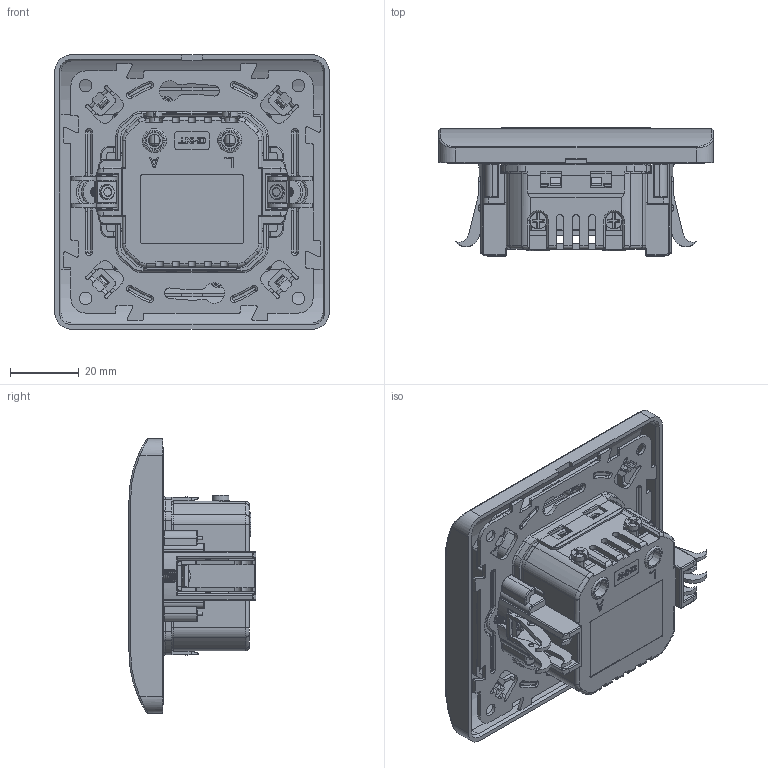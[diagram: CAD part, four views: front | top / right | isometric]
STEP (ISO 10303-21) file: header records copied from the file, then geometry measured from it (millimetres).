
FILE_DESCRIPTION((''),'2;1');
FILE_NAME('USB_A-C_ASM_ASM','2023-12-15T',('wznwsJS'),(''),'PRO/ENGINEER BY PARAMETRIC TECHNOLOGY CORPORATION, 2008380','PRO/ENGINEER BY PARAMETRIC TECHNOLOGY CORPORATION, 2008380','');
FILE_SCHEMA(('CONFIG_CONTROL_DESIGN'));
Length unit declared in the file: millimetre
Products named in the file (15): U_DZ_ELETRIC-2_3_2; U_T_ZJ-3_1_2; KZ_U-4_1_1; AZLD-5_1_1; GNJ_U_ELECTRIC-1_ASM_1_ASM_2_ASM; LS-000-_1_1; MANIFOLD_SOLID_BREP_53534; MANIFOLD_SOLID_BREP_53948; USB_A-C_18_ASM; USB_JK_2; TYPE-C_3; MB_U-6_3_2; USB_COVER_10; USB_A-C_ASM_48_ASM; USB_A-C_ASM_ASM
Assembly tree (19 placements, depth 4):
  USB_A-C_ASM_ASM
    USB_A-C_ASM_48_ASM
      GNJ_U_ELECTRIC-1_ASM_1_ASM_2_ASM
        U_DZ_ELETRIC-2_3_2
        U_T_ZJ-3_1_2
        KZ_U-4_1_1  x4
        AZLD-5_1_1  x2
      LS-000-_1_1  x2
      USB_A-C_18_ASM
        MANIFOLD_SOLID_BREP_53534
        MANIFOLD_SOLID_BREP_53948
      USB_JK_2
      TYPE-C_3
      MB_U-6_3_2
      USB_COVER_10
Bounding box: 80 x 37.3 x 80 mm (x, y, z)
Volume: 37840.1 mm3; surface area: 56535 mm2
Topology: 16 solids, 16 shells, 2537 faces, 7122 edges, 4628 vertices
Faces by surface type: plane 1298, cylinder 836, torus 206, bspline 74, cone 58, extrusion 33, sphere 32
Entity records: 80252 total; most frequent: CARTESIAN_POINT 20649, ORIENTED_EDGE 12684, DIRECTION 12408, EDGE_CURVE 6342, AXIS2_PLACEMENT_3D 4312, VERTEX_POINT 4134, VECTOR 3784, LINE 3751
